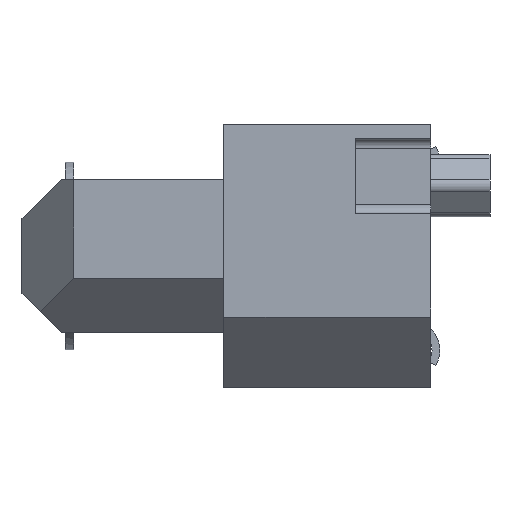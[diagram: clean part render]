
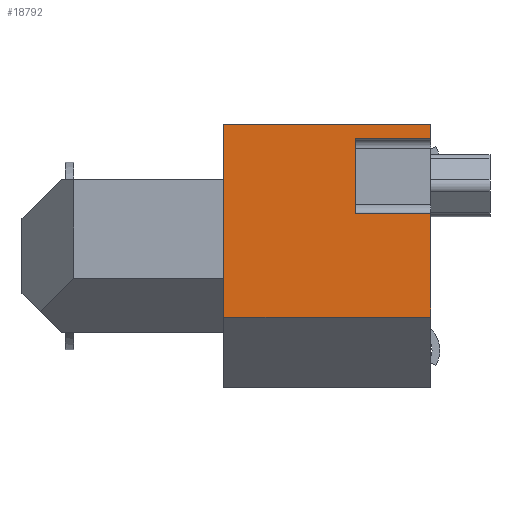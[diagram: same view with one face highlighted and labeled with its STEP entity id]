
A CAD part, left-side view. The second image highlights one B-rep face of the part: STEP entity #18792.
In plain terms, the highlighted planar face has unit normal (-1, 0, 0).
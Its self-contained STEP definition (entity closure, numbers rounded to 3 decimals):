
#539=LINE('',#26052,#2530);
#543=LINE('',#26064,#2534);
#569=LINE('',#26155,#2560);
#570=LINE('',#26157,#2561);
#571=LINE('',#26159,#2562);
#572=LINE('',#26161,#2563);
#573=LINE('',#26162,#2564);
#574=LINE('',#26164,#2565);
#2530=VECTOR('',#21183,1000.);
#2534=VECTOR('',#21191,1000.);
#2560=VECTOR('',#21259,1000.);
#2561=VECTOR('',#21260,1000.);
#2562=VECTOR('',#21261,1000.);
#2563=VECTOR('',#21262,1000.);
#2564=VECTOR('',#21263,1000.);
#2565=VECTOR('',#21264,1000.);
#4577=ORIENTED_EDGE('',*,*,#9825,.F.);
#4578=ORIENTED_EDGE('',*,*,#9773,.T.);
#4579=ORIENTED_EDGE('',*,*,#9826,.F.);
#4580=ORIENTED_EDGE('',*,*,#9827,.F.);
#4581=ORIENTED_EDGE('',*,*,#9828,.T.);
#4582=ORIENTED_EDGE('',*,*,#9779,.T.);
#4583=ORIENTED_EDGE('',*,*,#9829,.F.);
#4584=ORIENTED_EDGE('',*,*,#9830,.T.);
#9773=EDGE_CURVE('',#12398,#12397,#539,.T.);
#9779=EDGE_CURVE('',#12404,#12403,#543,.T.);
#9825=EDGE_CURVE('',#12398,#12448,#569,.T.);
#9826=EDGE_CURVE('',#12449,#12397,#570,.T.);
#9827=EDGE_CURVE('',#12450,#12449,#571,.T.);
#9828=EDGE_CURVE('',#12450,#12404,#572,.T.);
#9829=EDGE_CURVE('',#12451,#12403,#573,.T.);
#9830=EDGE_CURVE('',#12451,#12448,#574,.T.);
#12397=VERTEX_POINT('',#26051);
#12398=VERTEX_POINT('',#26053);
#12403=VERTEX_POINT('',#26063);
#12404=VERTEX_POINT('',#26065);
#12448=VERTEX_POINT('',#26156);
#12449=VERTEX_POINT('',#26158);
#12450=VERTEX_POINT('',#26160);
#12451=VERTEX_POINT('',#26163);
#14573=EDGE_LOOP('',(#4577,#4578,#4579,#4580,#4581,#4582,#4583,#4584));
#15496=FACE_BOUND('',#14573,.T.);
#16415=PLANE('',#19741);
#18792=ADVANCED_FACE('',(#15496),#16415,.F.);
#19741=AXIS2_PLACEMENT_3D('',#26154,#21257,#21258);
#21183=DIRECTION('',(0.,0.,1.));
#21191=DIRECTION('',(0.,0.,1.));
#21257=DIRECTION('',(1.,0.,0.));
#21258=DIRECTION('',(0.,0.,-1.));
#21259=DIRECTION('',(0.,1.,0.));
#21260=DIRECTION('',(0.,-1.,0.));
#21261=DIRECTION('',(0.,0.,1.));
#21262=DIRECTION('',(0.,-1.,0.));
#21263=DIRECTION('',(0.,-1.,0.));
#21264=DIRECTION('',(0.,0.,1.));
#26051=CARTESIAN_POINT('',(-7.,0.,2.8));
#26052=CARTESIAN_POINT('',(-7.,0.,-1.3));
#26053=CARTESIAN_POINT('',(-7.,0.,2.5));
#26063=CARTESIAN_POINT('',(-7.,0.,0.9));
#26064=CARTESIAN_POINT('',(-7.,0.,-1.3));
#26065=CARTESIAN_POINT('',(-7.,0.,-1.3));
#26154=CARTESIAN_POINT('',(-7.,4.405,-1.3));
#26155=CARTESIAN_POINT('',(-7.,4.405,2.5));
#26156=CARTESIAN_POINT('',(-7.,1.6,2.5));
#26157=CARTESIAN_POINT('',(-7.,4.405,2.8));
#26158=CARTESIAN_POINT('',(-7.,4.405,2.8));
#26159=CARTESIAN_POINT('',(-7.,4.405,-1.3));
#26160=CARTESIAN_POINT('',(-7.,4.405,-1.3));
#26161=CARTESIAN_POINT('',(-7.,4.405,-1.3));
#26162=CARTESIAN_POINT('',(-7.,4.405,0.9));
#26163=CARTESIAN_POINT('',(-7.,1.6,0.9));
#26164=CARTESIAN_POINT('',(-7.,1.6,-1.3));
